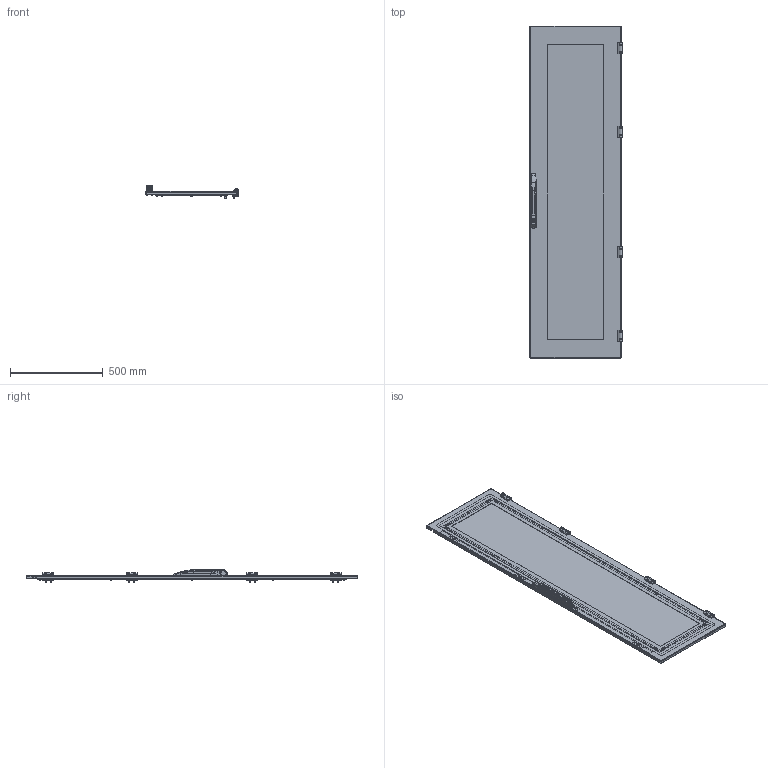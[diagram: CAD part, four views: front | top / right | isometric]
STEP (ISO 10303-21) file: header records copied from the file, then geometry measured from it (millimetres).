
FILE_DESCRIPTION (( 'STEP AP214' ), '1' );
FILE_NAME ('605.518.STEP', '2024-09-17T10:09:53', ( '' ), ( '' ), 'SwSTEP 2.0', 'SolidWorks 2021', '' );
FILE_SCHEMA (( 'AUTOMOTIVE_DESIGN' ));
Length unit declared in the file: millimetre
Products named in the file (39): CL213-3; 嵑謺麃 1; Çàãëóøêà òÿãè; PT-M5X10.step; Øïèëüêà ïðèâàðíàÿ Ì6õ35; 鎗鵻罻; Øïèëüêà ïðèâàðíàÿ Ì6õ25; 837-1_2.step; 950.104 Ðó÷êà.step; 867-7.step; MS867-004.step; MS867-001.step; CT-M6X8.step; Äâåðíîé ïðîôèëü ñò. ÌÊ 20 W500; MS867-002.step; MS867_________ASM.step; _______ASM.step; Ãàéêà Ì6 äëÿ øïèëüêè; 867-2.step; 867-5.step; 867-4.step; 嵑謺麃 2; 867-3.step; 837-1_1.step; Ïðîêëàäêà W500H1800; 867-1_3.step; 867-6.step; 嵑謺麃 CL213-3; 605.518; Óãîëîê äâåðíîé; Âèíò Ì5õ10 ìåáåëüíûé; Ãàñêåòèíã äâåðè W500H1800; Øïèëüêà ïðèâàðíàÿ Ì6õ10; Äâåðíîé ïðîôèëü ñò. ÌÊ 20 Í1800; MS867-003.step; 项蜞轫铋 忤眚 DIN 7991 󊬱6; ﾒ聰 ﾌﾊ-20 H1800; Äâåðíîå ïîëîòíî ñò. ÌÊ-20 W500H1800; 栺樏鋋 W500H1800
Assembly tree (86 placements, depth 5):
  605.518
    Äâåðíîå ïîëîòíî ñò. ÌÊ-20 W500H1800
    Ãàñêåòèíã äâåðè W500H1800
    Äâåðíîé ïðîôèëü ñò. ÌÊ 20 Í1800  x2
    Äâåðíîé ïðîôèëü ñò. ÌÊ 20 W500  x2
    栺樏鋋 W500H1800
    Ïðîêëàäêà W500H1800
    ﾒ聰 ﾌﾊ-20 H1800
    Øïèëüêà ïðèâàðíàÿ Ì6õ35  x2
    Øïèëüêà ïðèâàðíàÿ Ì6õ25  x16
    Øïèëüêà ïðèâàðíàÿ Ì6õ10  x4
    Çàãëóøêà òÿãè  x4
    Óãîëîê äâåðíîé  x4
    Ãàéêà Ì6 äëÿ øïèëüêè  x16
    950.104 Ðó÷êà.step
      MS867_________ASM.step
        _______ASM.step
          MS867-002.step
          MS867-003.step
          867-7.step
          867-5.step
          867-6.step
        MS867-001.step
        MS867-004.step
      867-2.step
      867-3.step
      867-4.step
      PT-M5X10.step
      CT-M6X8.step
      837-1_1.step
      837-1_2.step
      867-1_3.step  x2
    CL213-3  x4
      嵑謺麃 CL213-3
        鎗鵻罻
        嵑謺麃 1
        嵑謺麃 2
      项蜞轫铋 忤眚 DIN 7991 󊬱6
      Âèíò Ì5õ10 ìåáåëüíûé
Bounding box: 497.9 x 1790 x 68.32 mm (x, y, z)
Volume: 4400059.7 mm3; surface area: 3316317.6 mm2
Topology: 99 solids, 99 shells, 4956 faces, 13193 edges, 8450 vertices
Faces by surface type: cylinder 2206, plane 1989, cone 378, bspline 299, torus 70, sphere 14
Entity records: 90350 total; most frequent: CARTESIAN_POINT 34039, ORIENTED_EDGE 11912, DIRECTION 10610, EDGE_CURVE 5956, AXIS2_PLACEMENT_3D 3903, VERTEX_POINT 3838, LINE 2804, VECTOR 2804
